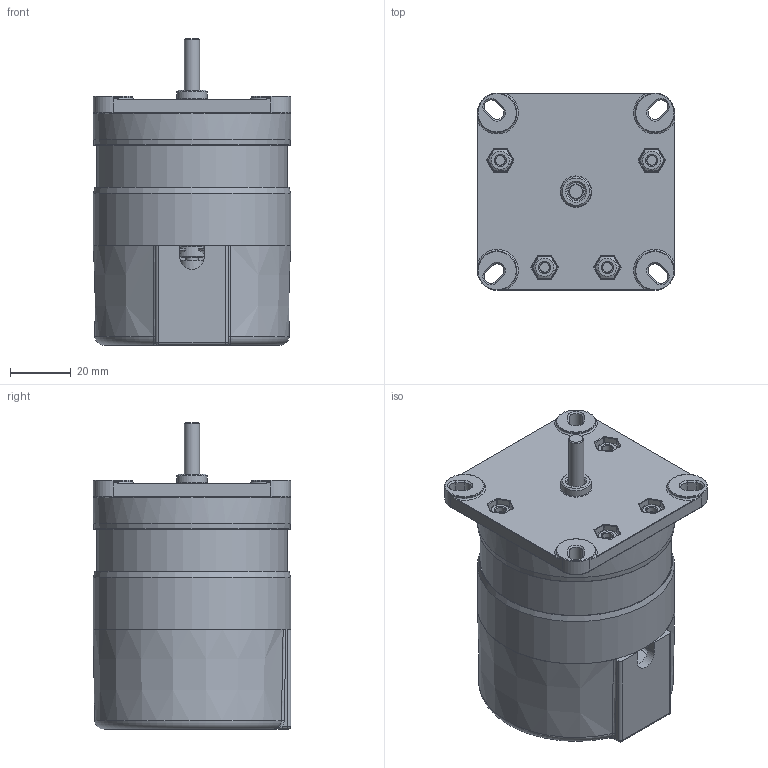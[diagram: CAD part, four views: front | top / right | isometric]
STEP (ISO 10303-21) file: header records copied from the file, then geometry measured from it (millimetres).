
FILE_DESCRIPTION((''),'2;1');
FILE_NAME('ZG_24_000004_ASM24_KK_IP40_WelleRund_Rev0.stp','2016-07-05T09:03:47',('Zeichen-PC'),(''),'Autodesk Inventor 2010','Autodesk Inventor 2010','');
FILE_SCHEMA(('AUTOMOTIVE_DESIGN { 1 0 10303 214 1 1 1 1 }'));
Length unit declared in the file: millimetre
Products named in the file (10): ZG_24_000004_ASM24_KK_IP40_WelleRund_Rev0; MotorflanschB2; 5010-Welle5mm; DIN EN 24035 M4; ZG_5002020_Stator_20er_Platzhalter_schwarz; LochNippel; SchraubeDIN7045 - M4 x36; ZG_5001012_Lagerschale_A3_Zink_Rev0; Klemmkasten mit Kabeleintritsloch-größe angepasst
Assembly tree (16 placements, depth 2):
  ZG_24_000004_ASM24_KK_IP40_WelleRund_Rev0
    MotorflanschB2
    5010-Welle5mm
    DIN EN 24035 M4  x4
    ZG_5002020_Stator_20er_Platzhalter_schwarz
    LochNippel  x2
    SchraubeDIN7045 - M4 x36
    ZG_5001012_Lagerschale_A3_Zink_Rev0
    SchraubeDIN7045 - M4 x36  x4
    Klemmkasten mit Kabeleintritsloch-größe angepasst
Bounding box: 65.13 x 65.15 x 101.07 mm (x, y, z)
Volume: 140347.8 mm3; surface area: 67251.7 mm2
Topology: 16 solids, 16 shells, 675 faces, 1564 edges, 918 vertices
Faces by surface type: plane 207, cylinder 168, bspline 111, cone 103, torus 79, sphere 7
Full cylindrical faces by diameter (mm): 2.5 x2, 3.621 x5, 4 x5, 4.1 x8, 4.3 x1, 5 x2, 6 x2, 8 x1, 8.5 x3, 9.25 x1, 10 x2, 12 x2, 12.009 x2, 13 x4, 15.5 x1, 16 x2, 59 x1, 61 x2, 63 x3, 65 x2
Entity records: 17646 total; most frequent: CARTESIAN_POINT 6098, DIRECTION 2368, ORIENTED_EDGE 2130, EDGE_CURVE 1065, AXIS2_PLACEMENT_3D 1014, EDGE_LOOP 746, VERTEX_POINT 695, CIRCLE 549
